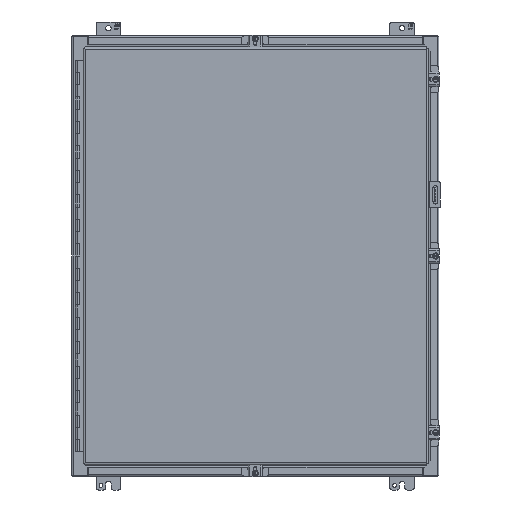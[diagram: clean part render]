
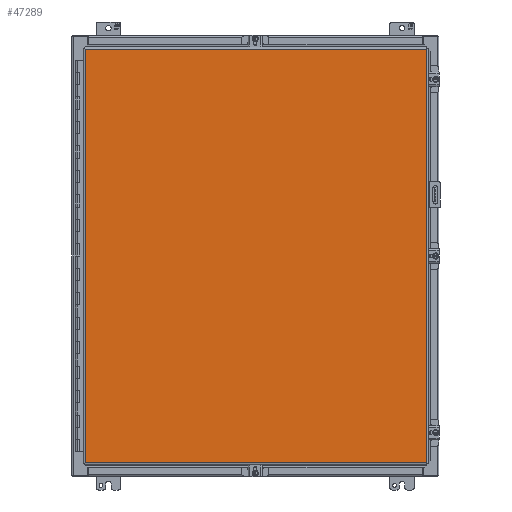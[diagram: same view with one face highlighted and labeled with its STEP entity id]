
A CAD part, front view. The second image highlights one B-rep face of the part: STEP entity #47289.
In plain terms, the highlighted planar face has unit normal (0, -1, 0).
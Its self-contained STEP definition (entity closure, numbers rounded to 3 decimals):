
#289 = EDGE_CURVE ( 'NONE', #21704, #30978, #22121, .T. ) ;
#349 = VECTOR ( 'NONE', #38088, 39.37 ) ;
#1822 = AXIS2_PLACEMENT_3D ( 'NONE', #16526, #57715, #16813 ) ;
#3018 = EDGE_CURVE ( 'NONE', #30978, #46796, #47925, .T. ) ;
#3889 = ORIENTED_EDGE ( 'NONE', *, *, #289, .F. ) ;
#5042 = ORIENTED_EDGE ( 'NONE', *, *, #46209, .F. ) ;
#5167 = EDGE_CURVE ( 'NONE', #46796, #5479, #40683, .T. ) ;
#5450 = EDGE_LOOP ( 'NONE', ( #45075, #32401, #3889, #5042 ) ) ;
#5479 = VERTEX_POINT ( 'NONE', #58984 ) ;
#7196 = CARTESIAN_POINT ( 'NONE',  ( 13.976, -13.222, -16.913 ) ) ;
#12324 = DIRECTION ( 'NONE',  ( 0., 0., 1. ) ) ;
#16526 = CARTESIAN_POINT ( 'NONE',  ( 14.126, -13.222, -17.063 ) ) ;
#16813 = DIRECTION ( 'NONE',  ( -1., 0., 0. ) ) ;
#21704 = VERTEX_POINT ( 'NONE', #38305 ) ;
#22121 = LINE ( 'NONE', #26719, #34782 ) ;
#25120 = PLANE ( 'NONE',  #1822 ) ;
#26719 = CARTESIAN_POINT ( 'NONE',  ( -13.912, -13.222, 16.913 ) ) ;
#30978 = VERTEX_POINT ( 'NONE', #36649 ) ;
#32401 = ORIENTED_EDGE ( 'NONE', *, *, #3018, .F. ) ;
#33784 = CARTESIAN_POINT ( 'NONE',  ( 13.976, -13.222, 16.912 ) ) ;
#34782 = VECTOR ( 'NONE', #12324, 39.37 ) ;
#36649 = CARTESIAN_POINT ( 'NONE',  ( -13.912, -13.222, 16.913 ) ) ;
#36974 = DIRECTION ( 'NONE',  ( -1., 0., 0. ) ) ;
#38088 = DIRECTION ( 'NONE',  ( 1., 0., 0. ) ) ;
#38305 = CARTESIAN_POINT ( 'NONE',  ( -13.912, -13.222, -16.912 ) ) ;
#40683 = LINE ( 'NONE', #7196, #57197 ) ;
#45075 = ORIENTED_EDGE ( 'NONE', *, *, #5167, .F. ) ;
#46209 = EDGE_CURVE ( 'NONE', #5479, #21704, #56017, .T. ) ;
#46796 = VERTEX_POINT ( 'NONE', #56856 ) ;
#47289 = ADVANCED_FACE ( 'NONE', ( #58922 ), #25120, .F. ) ;
#47925 = LINE ( 'NONE', #33784, #349 ) ;
#48859 = VECTOR ( 'NONE', #36974, 39.37 ) ;
#56017 = LINE ( 'NONE', #60639, #48859 ) ;
#56856 = CARTESIAN_POINT ( 'NONE',  ( 13.976, -13.222, 16.913 ) ) ;
#57197 = VECTOR ( 'NONE', #60022, 39.37 ) ;
#57715 = DIRECTION ( 'NONE',  ( 0., 1., 0. ) ) ;
#58922 = FACE_OUTER_BOUND ( 'NONE', #5450, .T. ) ;
#58984 = CARTESIAN_POINT ( 'NONE',  ( 13.976, -13.222, -16.913 ) ) ;
#60022 = DIRECTION ( 'NONE',  ( 0., 0., -1. ) ) ;
#60639 = CARTESIAN_POINT ( 'NONE',  ( -13.912, -13.222, -16.912 ) ) ;
